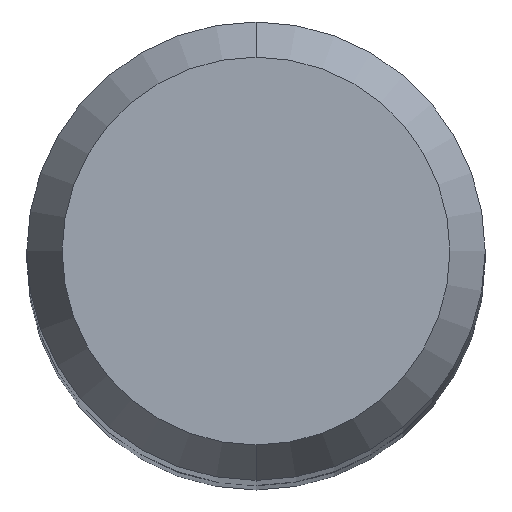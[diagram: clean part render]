
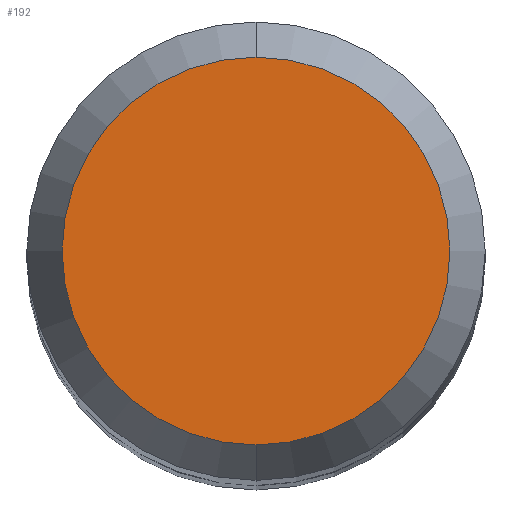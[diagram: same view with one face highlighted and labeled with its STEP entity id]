
A CAD part, top view. The second image highlights one B-rep face of the part: STEP entity #192.
In plain terms, the highlighted planar face has unit normal (0, 0, 1).
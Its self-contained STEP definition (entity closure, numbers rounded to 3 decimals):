
#192=ADVANCED_FACE('',(#489),#490,.T.);
#202=EDGE_CURVE('',#314,#270,#500,.T.);
#270=VERTEX_POINT('',#574);
#314=VERTEX_POINT('',#622);
#338=EDGE_CURVE('',#270,#314,#647,.T.);
#489=FACE_OUTER_BOUND('',#836,.T.);
#490=PLANE('',#837);
#500=CIRCLE('',#850,2.538);
#574=CARTESIAN_POINT('',(0.0,2.538,0.0));
#622=CARTESIAN_POINT('',(0.,-2.538,0.0));
#647=CIRCLE('',#1104,2.538);
#836=EDGE_LOOP('',(#1424,#1425));
#837=AXIS2_PLACEMENT_3D('',#1426,#1427,#1428);
#850=AXIS2_PLACEMENT_3D('',#1430,#1431,#1432);
#1104=AXIS2_PLACEMENT_3D('',#1574,#1575,#1576);
#1424=ORIENTED_EDGE('',*,*,#338,.F.);
#1425=ORIENTED_EDGE('',*,*,#202,.F.);
#1426=CARTESIAN_POINT('',(0.0,1.269,0.0));
#1427=DIRECTION('',(-0.0,0.0,1.0));
#1428=DIRECTION('',(0.0,-1.0,0.0));
#1430=CARTESIAN_POINT('',(0.0,0.0,0.0));
#1431=DIRECTION('',(0.0,0.0,-1.0));
#1432=DIRECTION('',(0.0,1.0,0.0));
#1574=CARTESIAN_POINT('',(0.0,0.0,0.0));
#1575=DIRECTION('',(0.0,0.0,-1.0));
#1576=DIRECTION('',(0.0,1.0,0.0));
